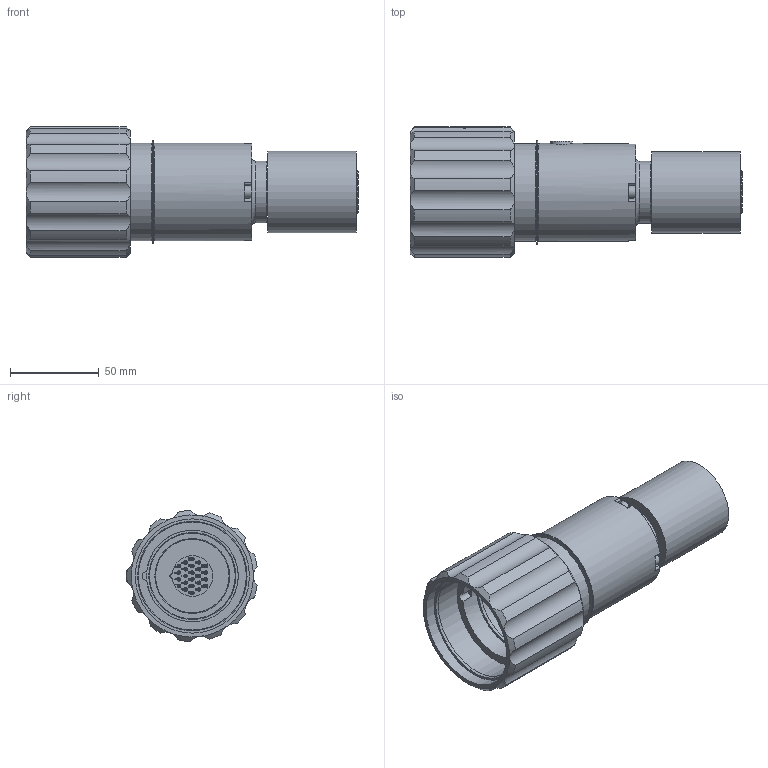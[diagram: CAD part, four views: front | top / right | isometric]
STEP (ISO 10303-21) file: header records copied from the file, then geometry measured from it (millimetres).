
FILE_DESCRIPTION(/* description */ (''),/* implementation_level */ '2;1');
FILE_NAME(/* name */ 'TrustLink API 24 pin CCP PBOF.stp',/* time_stamp */ '2015-11-11T13:42:47+01:00',/* author */ ('sh'),/* organization */ (''),/* preprocessor_version */ 'ST-DEVELOPER v15.2',/* originating_system */ 'Autodesk Inventor 2014',/* authorisation */ '');
FILE_SCHEMA (('AUTOMOTIVE_DESIGN { 1 0 10303 214 3 1 1 }'));
Length unit declared in the file: millimetre
Products named in the file (1): TrustLink API 24 pin CCP PBOF
Bounding box: 187.5 x 73.6 x 73.98 mm (x, y, z)
Volume: 328957.2 mm3; surface area: 67107.4 mm2
Topology: 1 solids, 1 shells, 921 faces, 2405 edges, 1584 vertices
Faces by surface type: plane 395, bspline 326, cylinder 111, cone 59, sphere 24, torus 6
Full cylindrical faces by diameter (mm): 1 x24, 2 x24, 7 x4, 12.5 x1, 24.26 x1, 26.1 x1, 35 x1, 36 x1, 41.5 x1, 46 x1, 48.4 x1, 51.8 x1, 52.15 x2, 55.2 x2, 61 x1, 64.5 x1
Entity records: 29470 total; most frequent: CARTESIAN_POINT 9717, ORIENTED_EDGE 4438, DIRECTION 2956, EDGE_CURVE 2219, VERTEX_POINT 1525, LINE 1246, VECTOR 1246, EDGE_LOOP 1144
